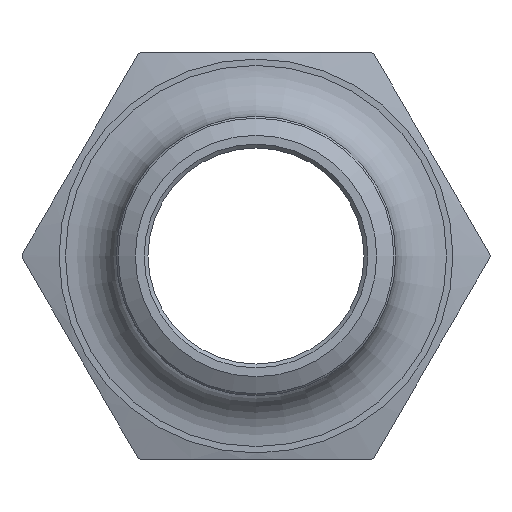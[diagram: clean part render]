
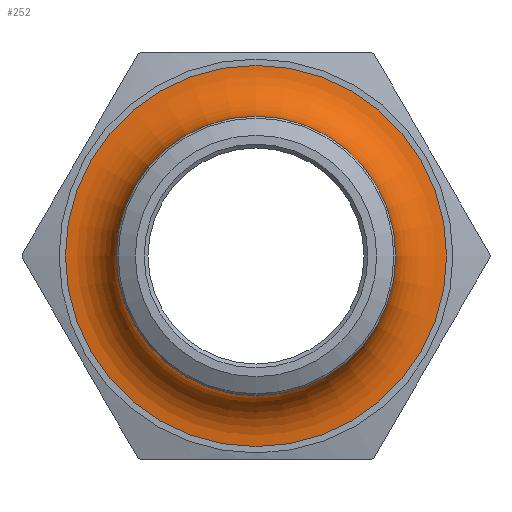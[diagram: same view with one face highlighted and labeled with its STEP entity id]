
A CAD part, left-side view. The second image highlights one B-rep face of the part: STEP entity #252.
In plain terms, the highlighted toroidal (fillet/blend) face has major radius 15 mm and minor radius 4 mm.
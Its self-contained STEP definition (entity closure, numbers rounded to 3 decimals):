
#101=TOROIDAL_SURFACE('',#698,15.,4.);
#155=FACE_BOUND('',#336,.T.);
#156=FACE_BOUND('',#337,.T.);
#216=CIRCLE('',#695,11.);
#217=CIRCLE('',#697,15.);
#252=ADVANCED_FACE('',(#155,#156),#101,.F.);
#336=EDGE_LOOP('',(#486));
#337=EDGE_LOOP('',(#487));
#486=ORIENTED_EDGE('',*,*,#612,.F.);
#487=ORIENTED_EDGE('',*,*,#611,.T.);
#548=VERTEX_POINT('',#1072);
#549=VERTEX_POINT('',#1075);
#611=EDGE_CURVE('',#548,#548,#216,.T.);
#612=EDGE_CURVE('',#549,#549,#217,.T.);
#695=AXIS2_PLACEMENT_3D('',#1071,#856,#857);
#697=AXIS2_PLACEMENT_3D('',#1074,#860,#861);
#698=AXIS2_PLACEMENT_3D('',#1076,#862,#863);
#856=DIRECTION('',(1.,0.,0.));
#857=DIRECTION('',(0.,0.,1.));
#860=DIRECTION('',(1.,0.,0.));
#861=DIRECTION('',(0.,0.,1.));
#862=DIRECTION('',(-1.,0.,0.));
#863=DIRECTION('',(0.,0.,1.));
#1071=CARTESIAN_POINT('',(8.,0.,0.));
#1072=CARTESIAN_POINT('',(8.,0.,11.));
#1074=CARTESIAN_POINT('',(12.,0.,0.));
#1075=CARTESIAN_POINT('',(12.,0.,15.));
#1076=CARTESIAN_POINT('',(8.,0.,0.));
